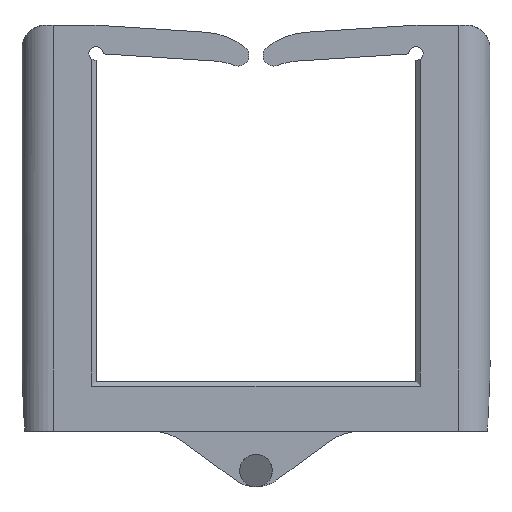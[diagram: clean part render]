
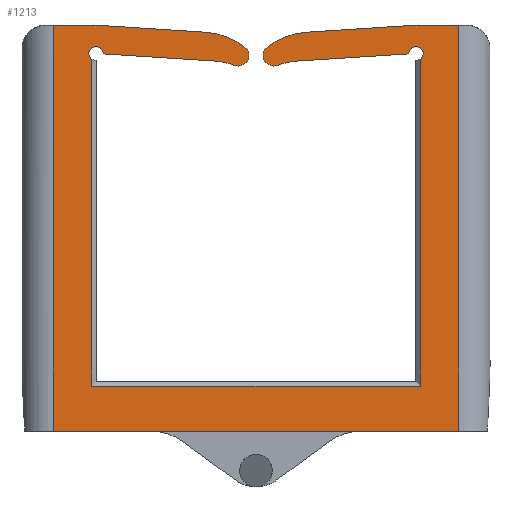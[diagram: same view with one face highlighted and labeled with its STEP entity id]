
A CAD part, front view. The second image highlights one B-rep face of the part: STEP entity #1213.
In plain terms, the highlighted planar face has unit normal (0, -1, 0).
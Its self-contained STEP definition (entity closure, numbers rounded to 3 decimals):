
#30=PLANE('',#1328);
#94=LINE('',#1862,#206);
#96=LINE('',#1888,#208);
#112=LINE('',#1965,#224);
#130=LINE('',#1994,#242);
#138=LINE('',#2007,#250);
#142=LINE('',#2023,#254);
#143=LINE('',#2025,#255);
#144=LINE('',#2027,#256);
#145=LINE('',#2031,#257);
#146=LINE('',#2039,#258);
#147=LINE('',#2040,#259);
#148=LINE('',#2048,#260);
#206=VECTOR('',#1457,1000.);
#208=VECTOR('',#1477,1000.);
#224=VECTOR('',#1533,1000.);
#242=VECTOR('',#1553,1000.);
#250=VECTOR('',#1563,1000.);
#254=VECTOR('',#1579,1000.);
#255=VECTOR('',#1580,1000.);
#256=VECTOR('',#1581,1000.);
#257=VECTOR('',#1584,1000.);
#258=VECTOR('',#1591,1000.);
#259=VECTOR('',#1592,1000.);
#260=VECTOR('',#1599,1000.);
#447=ORIENTED_EDGE('',*,*,#788,.T.);
#448=ORIENTED_EDGE('',*,*,#789,.T.);
#449=ORIENTED_EDGE('',*,*,#790,.T.);
#450=ORIENTED_EDGE('',*,*,#791,.T.);
#451=ORIENTED_EDGE('',*,*,#792,.T.);
#452=ORIENTED_EDGE('',*,*,#793,.F.);
#453=ORIENTED_EDGE('',*,*,#794,.F.);
#454=ORIENTED_EDGE('',*,*,#795,.F.);
#455=ORIENTED_EDGE('',*,*,#796,.F.);
#456=ORIENTED_EDGE('',*,*,#797,.F.);
#457=ORIENTED_EDGE('',*,*,#756,.T.);
#458=ORIENTED_EDGE('',*,*,#723,.T.);
#459=ORIENTED_EDGE('',*,*,#774,.F.);
#460=ORIENTED_EDGE('',*,*,#714,.F.);
#461=ORIENTED_EDGE('',*,*,#782,.T.);
#462=ORIENTED_EDGE('',*,*,#798,.F.);
#463=ORIENTED_EDGE('',*,*,#799,.F.);
#464=ORIENTED_EDGE('',*,*,#800,.F.);
#465=ORIENTED_EDGE('',*,*,#801,.F.);
#466=ORIENTED_EDGE('',*,*,#802,.F.);
#714=EDGE_CURVE('',#895,#896,#94,.T.);
#723=EDGE_CURVE('',#903,#902,#96,.T.);
#756=EDGE_CURVE('',#928,#903,#112,.T.);
#774=EDGE_CURVE('',#896,#902,#130,.T.);
#782=EDGE_CURVE('',#895,#941,#138,.T.);
#788=EDGE_CURVE('',#946,#947,#1013,.T.);
#789=EDGE_CURVE('',#947,#948,#142,.T.);
#790=EDGE_CURVE('',#948,#949,#143,.T.);
#791=EDGE_CURVE('',#949,#950,#144,.T.);
#792=EDGE_CURVE('',#950,#951,#1014,.T.);
#793=EDGE_CURVE('',#952,#951,#145,.T.);
#794=EDGE_CURVE('',#953,#952,#1015,.T.);
#795=EDGE_CURVE('',#954,#953,#1016,.T.);
#796=EDGE_CURVE('',#955,#954,#1017,.T.);
#797=EDGE_CURVE('',#928,#955,#146,.T.);
#798=EDGE_CURVE('',#956,#941,#147,.T.);
#799=EDGE_CURVE('',#957,#956,#1018,.T.);
#800=EDGE_CURVE('',#958,#957,#1019,.T.);
#801=EDGE_CURVE('',#959,#958,#1020,.T.);
#802=EDGE_CURVE('',#946,#959,#148,.T.);
#895=VERTEX_POINT('',#1861);
#896=VERTEX_POINT('',#1863);
#902=VERTEX_POINT('',#1887);
#903=VERTEX_POINT('',#1889);
#928=VERTEX_POINT('',#1966);
#941=VERTEX_POINT('',#2006);
#946=VERTEX_POINT('',#2021);
#947=VERTEX_POINT('',#2022);
#948=VERTEX_POINT('',#2024);
#949=VERTEX_POINT('',#2026);
#950=VERTEX_POINT('',#2028);
#951=VERTEX_POINT('',#2030);
#952=VERTEX_POINT('',#2032);
#953=VERTEX_POINT('',#2034);
#954=VERTEX_POINT('',#2036);
#955=VERTEX_POINT('',#2038);
#956=VERTEX_POINT('',#2041);
#957=VERTEX_POINT('',#2043);
#958=VERTEX_POINT('',#2045);
#959=VERTEX_POINT('',#2047);
#1013=CIRCLE('',#1329,0.5);
#1014=CIRCLE('',#1330,0.5);
#1015=CIRCLE('',#1331,5.154);
#1016=CIRCLE('',#1332,0.75);
#1017=CIRCLE('',#1333,5.154);
#1018=CIRCLE('',#1334,5.154);
#1019=CIRCLE('',#1335,0.75);
#1020=CIRCLE('',#1336,5.154);
#1056=EDGE_LOOP('',(#447,#448,#449,#450,#451,#452,#453,#454,#455,#456,#457,
#458,#459,#460,#461,#462,#463,#464,#465,#466));
#1123=FACE_BOUND('',#1056,.T.);
#1213=ADVANCED_FACE('',(#1123),#30,.T.);
#1328=AXIS2_PLACEMENT_3D('',#2019,#1575,#1576);
#1329=AXIS2_PLACEMENT_3D('',#2020,#1577,#1578);
#1330=AXIS2_PLACEMENT_3D('',#2029,#1582,#1583);
#1331=AXIS2_PLACEMENT_3D('',#2033,#1585,#1586);
#1332=AXIS2_PLACEMENT_3D('',#2035,#1587,#1588);
#1333=AXIS2_PLACEMENT_3D('',#2037,#1589,#1590);
#1334=AXIS2_PLACEMENT_3D('',#2042,#1593,#1594);
#1335=AXIS2_PLACEMENT_3D('',#2044,#1595,#1596);
#1336=AXIS2_PLACEMENT_3D('',#2046,#1597,#1598);
#1457=DIRECTION('',(0.,0.,-1.));
#1477=DIRECTION('',(0.,0.,-1.));
#1533=DIRECTION('',(-1.,0.,0.));
#1553=DIRECTION('',(-1.,0.,0.));
#1563=DIRECTION('',(-1.,0.,0.));
#1575=DIRECTION('',(0.,-1.,0.));
#1576=DIRECTION('',(1.,0.,0.));
#1577=DIRECTION('',(0.,1.,0.));
#1578=DIRECTION('',(1.,0.,0.));
#1579=DIRECTION('',(0.,0.,-1.));
#1580=DIRECTION('',(-1.,0.,0.));
#1581=DIRECTION('',(0.,0.,1.));
#1582=DIRECTION('',(0.,1.,0.));
#1583=DIRECTION('',(1.,0.,0.));
#1584=DIRECTION('',(-0.998,0.,0.064));
#1585=DIRECTION('',(0.,-1.,0.));
#1586=DIRECTION('',(1.,0.,0.));
#1587=DIRECTION('',(0.,1.,0.));
#1588=DIRECTION('',(-1.,0.,0.));
#1589=DIRECTION('',(0.,1.,0.));
#1590=DIRECTION('',(1.,0.,0.));
#1591=DIRECTION('',(0.998,0.,-0.064));
#1592=DIRECTION('',(0.998,0.,0.064));
#1593=DIRECTION('',(0.,1.,0.));
#1594=DIRECTION('',(1.,0.,0.));
#1595=DIRECTION('',(0.,1.,0.));
#1596=DIRECTION('',(1.,0.,0.));
#1597=DIRECTION('',(0.,-1.,0.));
#1598=DIRECTION('',(1.,0.,0.));
#1599=DIRECTION('',(-0.998,0.,-0.064));
#1861=CARTESIAN_POINT('',(14.391,-2.25,28.8));
#1862=CARTESIAN_POINT('',(14.391,-2.25,28.8));
#1863=CARTESIAN_POINT('',(14.391,-2.25,0.));
#1887=CARTESIAN_POINT('',(-14.391,-2.25,0.));
#1888=CARTESIAN_POINT('',(-14.391,-2.25,28.8));
#1889=CARTESIAN_POINT('',(-14.391,-2.25,28.8));
#1965=CARTESIAN_POINT('',(0.,-2.25,28.8));
#1966=CARTESIAN_POINT('',(-11.35,-2.25,28.8));
#1994=CARTESIAN_POINT('',(0.,-2.25,0.));
#2006=CARTESIAN_POINT('',(11.35,-2.25,28.8));
#2007=CARTESIAN_POINT('',(0.,-2.25,28.8));
#2019=CARTESIAN_POINT('',(0.,-2.25,28.8));
#2020=CARTESIAN_POINT('',(11.35,-2.25,26.796));
#2021=CARTESIAN_POINT('',(10.851,-2.25,26.764));
#2022=CARTESIAN_POINT('',(11.65,-2.25,26.396));
#2023=CARTESIAN_POINT('',(11.65,-2.25,28.8));
#2024=CARTESIAN_POINT('',(11.65,-2.25,3.2));
#2025=CARTESIAN_POINT('',(0.,-2.25,3.2));
#2026=CARTESIAN_POINT('',(-11.65,-2.25,3.2));
#2027=CARTESIAN_POINT('',(-11.65,-2.25,28.8));
#2028=CARTESIAN_POINT('',(-11.65,-2.25,26.396));
#2029=CARTESIAN_POINT('',(-11.35,-2.25,26.796));
#2030=CARTESIAN_POINT('',(-10.851,-2.25,26.764));
#2031=CARTESIAN_POINT('',(-11.35,-2.25,26.796));
#2032=CARTESIAN_POINT('',(-2.963,-2.25,26.255));
#2033=CARTESIAN_POINT('',(-3.295,-2.25,21.111));
#2034=CARTESIAN_POINT('',(-1.51,-2.25,25.946));
#2035=CARTESIAN_POINT('',(-1.25,-2.25,26.65));
#2036=CARTESIAN_POINT('',(-0.793,-2.25,27.245));
#2037=CARTESIAN_POINT('',(-3.932,-2.25,23.157));
#2038=CARTESIAN_POINT('',(-3.6,-2.25,28.3));
#2039=CARTESIAN_POINT('',(-11.35,-2.25,28.8));
#2040=CARTESIAN_POINT('',(11.35,-2.25,28.8));
#2041=CARTESIAN_POINT('',(3.6,-2.25,28.3));
#2042=CARTESIAN_POINT('',(3.932,-2.25,23.157));
#2043=CARTESIAN_POINT('',(0.793,-2.25,27.245));
#2044=CARTESIAN_POINT('',(1.25,-2.25,26.65));
#2045=CARTESIAN_POINT('',(1.51,-2.25,25.946));
#2046=CARTESIAN_POINT('',(3.295,-2.25,21.111));
#2047=CARTESIAN_POINT('',(2.963,-2.25,26.255));
#2048=CARTESIAN_POINT('',(11.35,-2.25,26.796));
